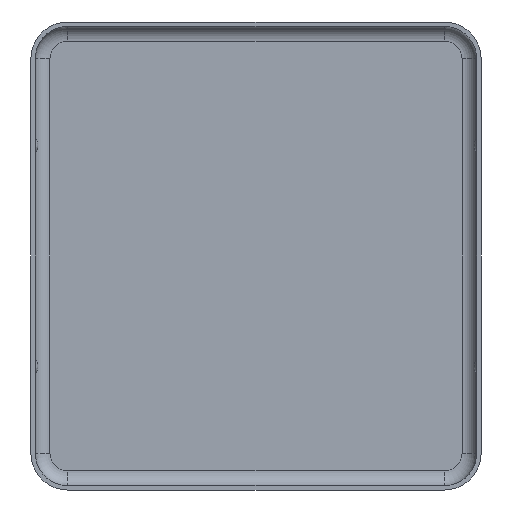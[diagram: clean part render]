
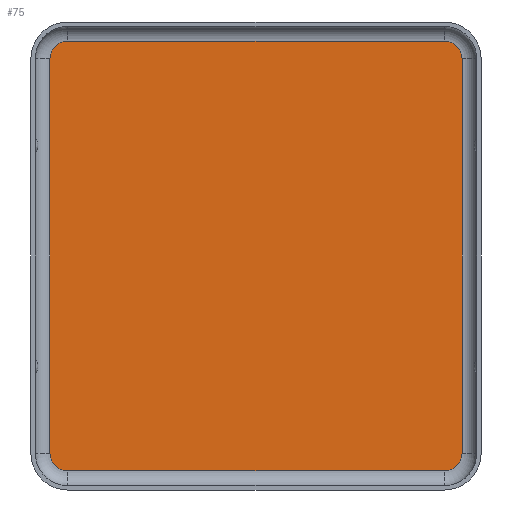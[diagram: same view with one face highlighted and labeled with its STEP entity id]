
A CAD part, front view. The second image highlights one B-rep face of the part: STEP entity #75.
In plain terms, the highlighted planar face has unit normal (0, -1, 0).
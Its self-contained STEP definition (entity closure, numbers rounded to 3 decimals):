
#75 = ADVANCED_FACE( 'NONE', ( #182 ), #183, .T. );
#182 = FACE_OUTER_BOUND( '', #327, .T. );
#183 = PLANE( '', #328 );
#327 = EDGE_LOOP( '', ( #568, #569, #570, #571, #572, #573, #574, #575 ) );
#328 = AXIS2_PLACEMENT_3D( '', #576, #577, #578 );
#568 = ORIENTED_EDGE( '', *, *, #884, .F. );
#569 = ORIENTED_EDGE( '', *, *, #892, .F. );
#570 = ORIENTED_EDGE( '', *, *, #889, .F. );
#571 = ORIENTED_EDGE( '', *, *, #893, .T. );
#572 = ORIENTED_EDGE( '', *, *, #894, .T. );
#573 = ORIENTED_EDGE( '', *, *, #895, .F. );
#574 = ORIENTED_EDGE( '', *, *, #896, .T. );
#575 = ORIENTED_EDGE( '', *, *, #897, .T. );
#576 = CARTESIAN_POINT( '', ( 12.8, 0., -13.4 ) );
#577 = DIRECTION( '', ( 0., -1., 0. ) );
#578 = DIRECTION( '', ( 0., 0., -1. ) );
#884 = EDGE_CURVE( 'NONE', #1018, #1020, #1021, .T. );
#889 = EDGE_CURVE( 'NONE', #1027, #1029, #1030, .T. );
#892 = EDGE_CURVE( 'NONE', #1029, #1018, #1033, .T. );
#893 = EDGE_CURVE( 'NONE', #1027, #1034, #1035, .T. );
#894 = EDGE_CURVE( 'NONE', #1034, #1036, #1037, .T. );
#895 = EDGE_CURVE( 'NONE', #1038, #1036, #1039, .T. );
#896 = EDGE_CURVE( 'NONE', #1038, #1040, #1041, .T. );
#897 = EDGE_CURVE( 'NONE', #1040, #1020, #1042, .T. );
#1018 = VERTEX_POINT( 'NONE', #1206 );
#1020 = VERTEX_POINT( 'NONE', #1208 );
#1021 = LINE( '', #1209, #1210 );
#1027 = VERTEX_POINT( 'NONE', #1217 );
#1029 = VERTEX_POINT( 'NONE', #1219 );
#1030 = LINE( '', #1220, #1221 );
#1033 = CIRCLE( '', #1224, 1.2 );
#1034 = VERTEX_POINT( 'NONE', #1225 );
#1035 = CIRCLE( '', #1226, 1.2 );
#1036 = VERTEX_POINT( 'NONE', #1227 );
#1037 = LINE( '', #1228, #1229 );
#1038 = VERTEX_POINT( 'NONE', #1230 );
#1039 = CIRCLE( '', #1231, 1.2 );
#1040 = VERTEX_POINT( 'NONE', #1232 );
#1041 = LINE( '', #1233, #1234 );
#1042 = CIRCLE( '', #1235, 1.2 );
#1206 = CARTESIAN_POINT( '', ( 12.8, 0., -14.6 ) );
#1208 = CARTESIAN_POINT( '', ( -12.8, 0., -14.6 ) );
#1209 = CARTESIAN_POINT( '', ( 12.8, 0., -14.6 ) );
#1210 = VECTOR( '', #1432, 1000. );
#1217 = CARTESIAN_POINT( '', ( 14., 0., 13.4 ) );
#1219 = CARTESIAN_POINT( '', ( 14., 0., -13.4 ) );
#1220 = CARTESIAN_POINT( '', ( 14., 0., 0. ) );
#1221 = VECTOR( '', #1440, 1000. );
#1224 = AXIS2_PLACEMENT_3D( '', #1444, #1445, #1446 );
#1225 = CARTESIAN_POINT( '', ( 12.8, 0., 14.6 ) );
#1226 = AXIS2_PLACEMENT_3D( '', #1447, #1448, #1449 );
#1227 = CARTESIAN_POINT( '', ( -12.8, 0., 14.6 ) );
#1228 = CARTESIAN_POINT( '', ( 12.8, 0., 14.6 ) );
#1229 = VECTOR( '', #1450, 1000. );
#1230 = CARTESIAN_POINT( '', ( -14., 0., 13.4 ) );
#1231 = AXIS2_PLACEMENT_3D( '', #1451, #1452, #1453 );
#1232 = CARTESIAN_POINT( '', ( -14., 0., -13.4 ) );
#1233 = CARTESIAN_POINT( '', ( -14., 0., 0. ) );
#1234 = VECTOR( '', #1454, 1000. );
#1235 = AXIS2_PLACEMENT_3D( '', #1455, #1456, #1457 );
#1432 = DIRECTION( '', ( -1., 0., 0. ) );
#1440 = DIRECTION( '', ( 0., 0., -1. ) );
#1444 = CARTESIAN_POINT( '', ( 12.8, 0., -13.4 ) );
#1445 = DIRECTION( '', ( 0., 1., 0. ) );
#1446 = DIRECTION( '', ( 0., 0., 1. ) );
#1447 = CARTESIAN_POINT( '', ( 12.8, 0., 13.4 ) );
#1448 = DIRECTION( '', ( 0., -1., 0. ) );
#1449 = DIRECTION( '', ( 0., 0., -1. ) );
#1450 = DIRECTION( '', ( -1., 0., 0. ) );
#1451 = CARTESIAN_POINT( '', ( -12.8, 0., 13.4 ) );
#1452 = DIRECTION( '', ( 0., 1., 0. ) );
#1453 = DIRECTION( '', ( 0., 0., -1. ) );
#1454 = DIRECTION( '', ( 0., 0., -1. ) );
#1455 = CARTESIAN_POINT( '', ( -12.8, 0., -13.4 ) );
#1456 = DIRECTION( '', ( 0., -1., 0. ) );
#1457 = DIRECTION( '', ( 0., 0., 1. ) );
